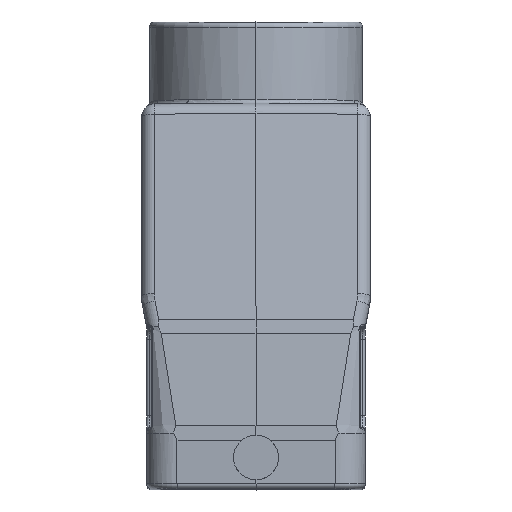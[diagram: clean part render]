
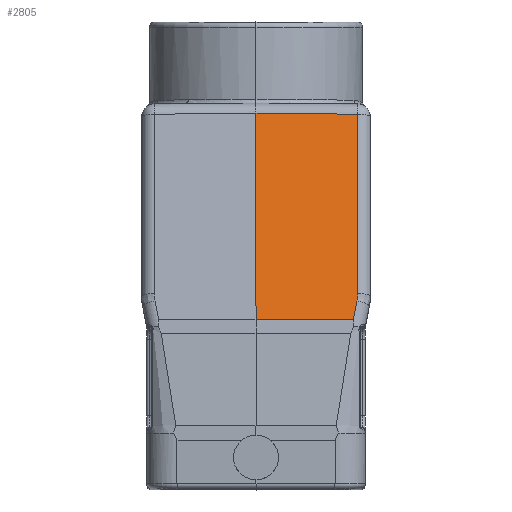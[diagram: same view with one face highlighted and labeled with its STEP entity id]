
A CAD part, top view. The second image highlights one B-rep face of the part: STEP entity #2805.
In plain terms, the highlighted planar face has unit normal (0.009, 0.19, 0.982).
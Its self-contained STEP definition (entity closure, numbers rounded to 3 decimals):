
#762=PLANE('',#11998);
#1158=LINE('',#19337,#1920);
#1403=LINE('',#21126,#2168);
#1405=LINE('',#21133,#2170);
#1406=LINE('',#21135,#2171);
#1407=LINE('',#21137,#2172);
#1920=VECTOR('',#13560,1.);
#2168=VECTOR('',#14278,1.);
#2170=VECTOR('',#14288,1.);
#2171=VECTOR('',#14291,1.);
#2172=VECTOR('',#14292,1.);
#2805=ADVANCED_FACE('',(#3487),#762,.T.);
#3487=FACE_OUTER_BOUND('',#4201,.T.);
#4201=EDGE_LOOP('',(#7163,#7164,#7165,#7166,#7167,#7168));
#4648=B_SPLINE_CURVE_WITH_KNOTS('',3,(#19303,#19304,#19305,#19306),
 .UNSPECIFIED.,.F.,.F.,(4,4),(0.,1.),.UNSPECIFIED.);
#7163=ORIENTED_EDGE('',*,*,#10453,.T.);
#7164=ORIENTED_EDGE('',*,*,#10040,.F.);
#7165=ORIENTED_EDGE('',*,*,#10035,.F.);
#7166=ORIENTED_EDGE('',*,*,#10448,.T.);
#7167=ORIENTED_EDGE('',*,*,#10452,.F.);
#7168=ORIENTED_EDGE('',*,*,#10454,.F.);
#8344=VERTEX_POINT('',#15489);
#8768=VERTEX_POINT('',#19307);
#8769=VERTEX_POINT('',#19308);
#8770=VERTEX_POINT('',#19331);
#9020=VERTEX_POINT('',#21125);
#9022=VERTEX_POINT('',#21136);
#10035=EDGE_CURVE('',#8768,#8769,#4648,.T.);
#10040=EDGE_CURVE('',#8769,#8770,#1158,.T.);
#10448=EDGE_CURVE('',#8768,#9020,#1403,.T.);
#10452=EDGE_CURVE('',#8344,#9020,#1405,.T.);
#10453=EDGE_CURVE('',#9022,#8770,#1406,.T.);
#10454=EDGE_CURVE('',#9022,#8344,#1407,.T.);
#11998=AXIS2_PLACEMENT_3D('',#21138,#14293,#14294);
#13560=DIRECTION('',(-0.193,-0.963,0.188));
#14278=DIRECTION('',(0.,0.982,-0.19));
#14288=DIRECTION('',(1.,-0.009,-0.007));
#14291=DIRECTION('',(1.,0.,-0.009));
#14292=DIRECTION('',(0.,0.982,-0.19));
#14293=DIRECTION('',(0.009,0.19,0.982));
#14294=DIRECTION('',(0.,-0.982,0.19));
#15489=CARTESIAN_POINT('',(0.,19.39,49.891));
#19303=CARTESIAN_POINT('',(20.022,-16.12,56.573));
#19304=CARTESIAN_POINT('',(20.022,-16.614,56.669));
#19305=CARTESIAN_POINT('',(19.973,-17.107,56.764));
#19306=CARTESIAN_POINT('',(19.876,-17.591,56.859));
#19307=CARTESIAN_POINT('',(20.022,-16.12,56.573));
#19308=CARTESIAN_POINT('',(19.876,-17.591,56.859));
#19331=CARTESIAN_POINT('',(19.146,-21.241,57.57));
#19337=CARTESIAN_POINT('',(19.876,-17.591,56.859));
#21125=CARTESIAN_POINT('',(20.021,19.215,49.747));
#21126=CARTESIAN_POINT('',(20.022,-16.12,56.573));
#21133=CARTESIAN_POINT('',(0.,19.39,49.891));
#21135=CARTESIAN_POINT('',(0.,-21.241,57.74));
#21136=CARTESIAN_POINT('',(0.,-21.241,57.74));
#21137=CARTESIAN_POINT('',(0.,-21.241,57.74));
#21138=CARTESIAN_POINT('',(0.,-22.585,58.));
